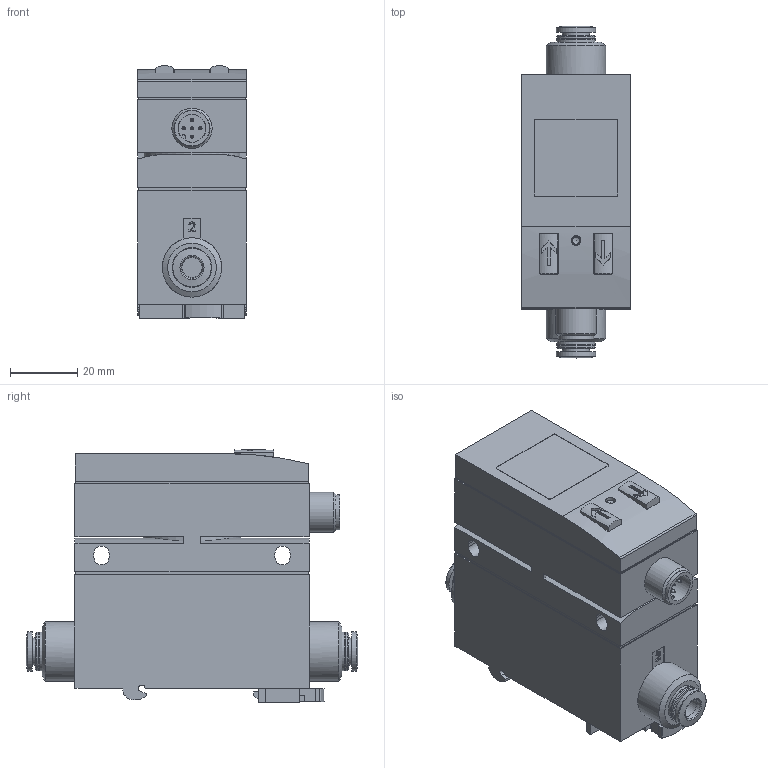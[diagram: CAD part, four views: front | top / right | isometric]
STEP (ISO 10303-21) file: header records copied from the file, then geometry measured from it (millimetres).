
FILE_DESCRIPTION(/* description */ ('STEP AP214'),/* implementation_level */ '2;1');
FILE_NAME(/* name */ '565389_SFAB-50U-HQ6-2SA-M12',/* time_stamp */ '2024-09-15T01:13:51+02:00',/* author */ ('License CC BY-ND 4.0'),/* organization */ ('CADENAS'),/* preprocessor_version */ 'ST-DEVELOPER v19.3',/* originating_system */ 'PARTsolutions',/* authorisation */ ' ');
FILE_SCHEMA (('AUTOMOTIVE_DESIGN {1 0 10303 214 3 1 1}'));
Length unit declared in the file: millimetre
Products named in the file (3): 565389 SFAB-50U-HQ6-2SA-M12; 563795 SFAB-50-Q6-2SA_H; 672551 VN-T3-BP-NRD
Assembly tree (2 placements, depth 2):
  565389 SFAB-50U-HQ6-2SA-M12
    563795 SFAB-50-Q6-2SA_H
    672551 VN-T3-BP-NRD
Bounding box: 32.3 x 99 x 75.42 mm (x, y, z)
Volume: 161110.3 mm3; surface area: 27612.4 mm2
Topology: 2 solids, 2 shells, 295 faces, 748 edges, 489 vertices
Faces by surface type: plane 200, cylinder 68, cone 19, torus 7, sphere 1
Full cylindrical faces by diameter (mm): 1 x5, 2.9 x1, 6 x2, 8.1 x2, 8.3 x1, 10.5 x1, 11.5 x4, 11.8 x2, 12 x1, 17.7 x2
Entity records: 10365 total; most frequent: CARTESIAN_POINT 1527, DIRECTION 1450, ORIENTED_EDGE 1386, EDGE_CURVE 693, LINE 506, VECTOR 506, VERTEX_POINT 482, AXIS2_PLACEMENT_3D 472
